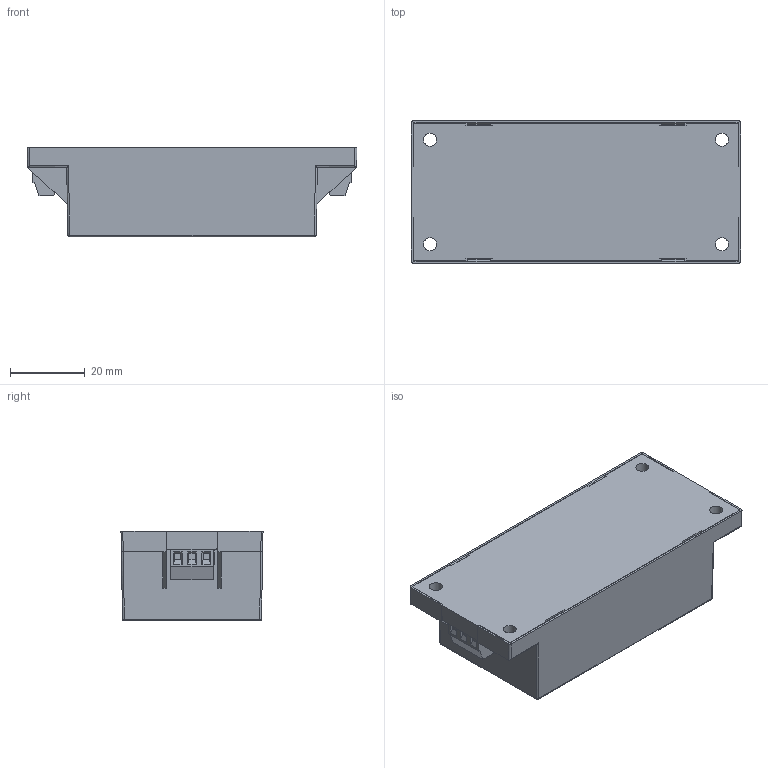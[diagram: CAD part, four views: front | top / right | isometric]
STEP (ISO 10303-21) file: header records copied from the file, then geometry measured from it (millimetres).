
FILE_DESCRIPTION (( 'STEP AP214' ), '1' );
FILE_NAME ('PSE15-125-S.STEP', '2024-05-17T17:50:36', ( '' ), ( '' ), 'SwSTEP 2.0', 'SolidWorks 2023', '' );
FILE_SCHEMA (( 'AUTOMOTIVE_DESIGN' ));
Length unit declared in the file: inch
Products named in the file (1): PSE15-125-S
Bounding box: 88.4 x 38.1 x 24.1 mm (x, y, z)
Volume: 11602.9 mm3; surface area: 24829 mm2
Topology: 4 solids, 4 shells, 488 faces, 1285 edges, 835 vertices
Faces by surface type: plane 328, cylinder 126, torus 21, cone 9, sphere 4
Full cylindrical faces by diameter (mm): 2.785 x2, 2.95 x6, 3.5 x8
Entity records: 16270 total; most frequent: CARTESIAN_POINT 4391, ORIENTED_EDGE 2462, DIRECTION 2352, EDGE_CURVE 1231, VECTOR 892, LINE 892, VERTEX_POINT 817, AXIS2_PLACEMENT_3D 730
